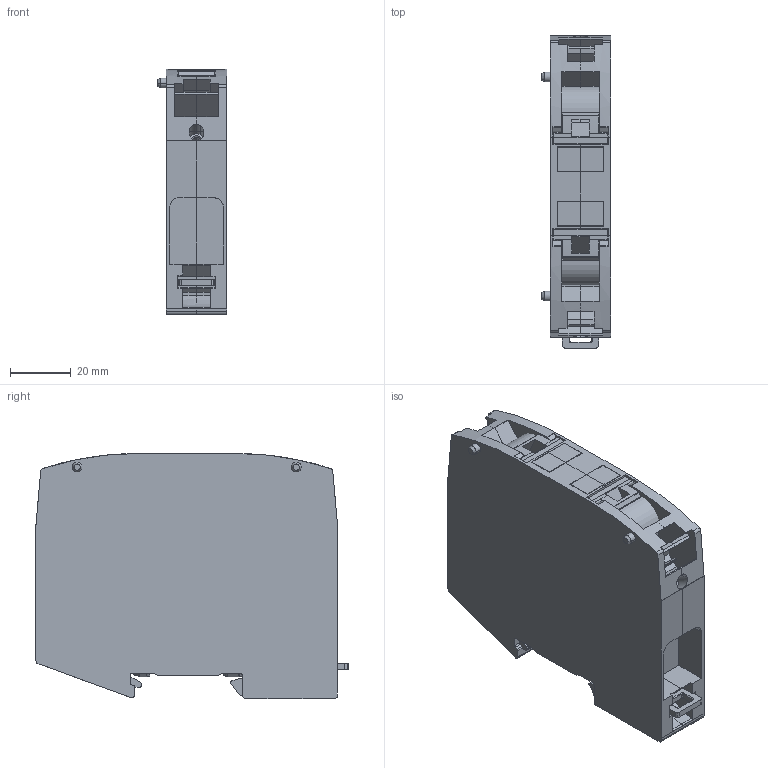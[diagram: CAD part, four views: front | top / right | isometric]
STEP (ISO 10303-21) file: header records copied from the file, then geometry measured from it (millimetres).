
FILE_DESCRIPTION(('CATIA V5 STEP Exchange','CAx-IF Rec.Pracs.--- Model Styling and Organization---1.4--- 2014-01-23'),'2;1');
FILE_NAME ('D1463876_0', '2020-07-23T09:19:13+00:00', ('none'), ('Weidmueller'), 'CATIA Version 5-6 Release 2016 SP3 HF44', 'CATIA V5 STEP AP214', 'none');
FILE_SCHEMA(('AUTOMOTIVE_DESIGN { 1 0 10303 214 1 1 1 1 }'));
Length unit declared in the file: millimetre
Products named in the file (1): 2742110000
Bounding box: 23 x 102.92 x 80.95 mm (x, y, z)
Volume: 134720.7 mm3; surface area: 47135 mm2
Topology: 18 solids, 18 shells, 968 faces, 2752 edges, 1824 vertices
Faces by surface type: plane 598, cylinder 285, cone 26, extrusion 20, bspline 14, torus 13, sphere 12
Entity records: 32866 total; most frequent: CARTESIAN_POINT 8155, ORIENTED_EDGE 5480, DIRECTION 4105, EDGE_CURVE 2740, VECTOR 1956, LINE 1936, VERTEX_POINT 1824, AXIS2_PLACEMENT_3D 1327
